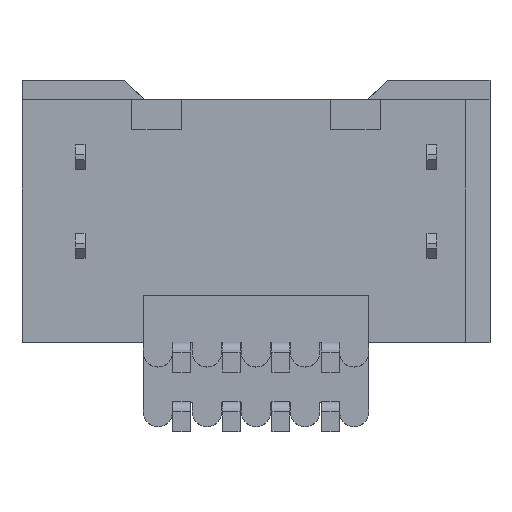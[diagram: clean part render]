
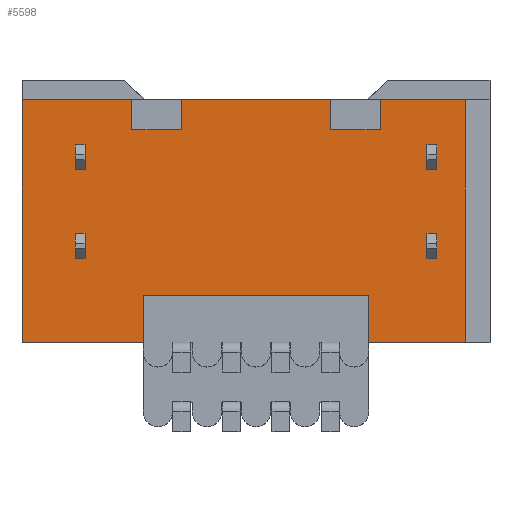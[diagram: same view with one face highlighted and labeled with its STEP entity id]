
A CAD part, top view. The second image highlights one B-rep face of the part: STEP entity #5598.
In plain terms, the highlighted planar face has unit normal (0, 0, 1).
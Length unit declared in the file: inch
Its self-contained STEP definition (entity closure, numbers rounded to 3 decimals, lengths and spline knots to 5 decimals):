
#138=ORIENTED_EDGE('',*,*,#1792,.F.);
#139=ORIENTED_EDGE('',*,*,#1793,.T.);
#140=ORIENTED_EDGE('',*,*,#1794,.F.);
#141=ORIENTED_EDGE('',*,*,#1795,.F.);
#142=ORIENTED_EDGE('',*,*,#1796,.F.);
#143=ORIENTED_EDGE('',*,*,#1797,.T.);
#144=ORIENTED_EDGE('',*,*,#1798,.F.);
#145=ORIENTED_EDGE('',*,*,#1799,.F.);
#146=ORIENTED_EDGE('',*,*,#1800,.F.);
#147=ORIENTED_EDGE('',*,*,#1801,.T.);
#148=ORIENTED_EDGE('',*,*,#1802,.F.);
#149=ORIENTED_EDGE('',*,*,#1803,.F.);
#150=ORIENTED_EDGE('',*,*,#1804,.F.);
#151=ORIENTED_EDGE('',*,*,#1805,.T.);
#152=ORIENTED_EDGE('',*,*,#1806,.F.);
#153=ORIENTED_EDGE('',*,*,#1807,.F.);
#154=ORIENTED_EDGE('',*,*,#1808,.F.);
#155=ORIENTED_EDGE('',*,*,#1809,.T.);
#156=ORIENTED_EDGE('',*,*,#1810,.F.);
#157=ORIENTED_EDGE('',*,*,#1811,.F.);
#158=ORIENTED_EDGE('',*,*,#1812,.F.);
#159=ORIENTED_EDGE('',*,*,#1813,.T.);
#160=ORIENTED_EDGE('',*,*,#1814,.T.);
#161=ORIENTED_EDGE('',*,*,#1815,.T.);
#162=ORIENTED_EDGE('',*,*,#1816,.F.);
#163=ORIENTED_EDGE('',*,*,#1817,.F.);
#164=ORIENTED_EDGE('',*,*,#1818,.T.);
#165=ORIENTED_EDGE('',*,*,#1819,.T.);
#166=ORIENTED_EDGE('',*,*,#1820,.F.);
#167=ORIENTED_EDGE('',*,*,#1821,.T.);
#168=ORIENTED_EDGE('',*,*,#1822,.F.);
#169=ORIENTED_EDGE('',*,*,#1823,.F.);
#1792=EDGE_CURVE('',#2619,#2620,#3170,.T.);
#1793=EDGE_CURVE('',#2619,#2621,#3171,.T.);
#1794=EDGE_CURVE('',#2622,#2621,#3172,.T.);
#1795=EDGE_CURVE('',#2620,#2622,#3173,.T.);
#1796=EDGE_CURVE('',#2623,#2624,#3174,.T.);
#1797=EDGE_CURVE('',#2623,#2625,#3175,.T.);
#1798=EDGE_CURVE('',#2626,#2625,#3176,.T.);
#1799=EDGE_CURVE('',#2624,#2626,#3177,.T.);
#1800=EDGE_CURVE('',#2627,#2628,#3178,.T.);
#1801=EDGE_CURVE('',#2627,#2629,#3179,.T.);
#1802=EDGE_CURVE('',#2630,#2629,#3180,.T.);
#1803=EDGE_CURVE('',#2628,#2630,#3181,.T.);
#1804=EDGE_CURVE('',#2631,#2632,#3182,.T.);
#1805=EDGE_CURVE('',#2631,#2633,#3183,.T.);
#1806=EDGE_CURVE('',#2634,#2633,#3184,.T.);
#1807=EDGE_CURVE('',#2632,#2634,#3185,.T.);
#1808=EDGE_CURVE('',#2635,#2636,#3186,.T.);
#1809=EDGE_CURVE('',#2635,#2637,#3187,.T.);
#1810=EDGE_CURVE('',#2638,#2637,#3188,.T.);
#1811=EDGE_CURVE('',#2639,#2638,#3189,.T.);
#1812=EDGE_CURVE('',#2640,#2639,#3190,.T.);
#1813=EDGE_CURVE('',#2640,#2641,#3191,.T.);
#1814=EDGE_CURVE('',#2641,#2642,#3192,.T.);
#1815=EDGE_CURVE('',#2642,#2643,#3193,.T.);
#1816=EDGE_CURVE('',#2644,#2643,#3194,.T.);
#1817=EDGE_CURVE('',#2645,#2644,#3195,.T.);
#1818=EDGE_CURVE('',#2645,#2646,#3196,.T.);
#1819=EDGE_CURVE('',#2646,#2647,#3197,.T.);
#1820=EDGE_CURVE('',#2648,#2647,#3198,.T.);
#1821=EDGE_CURVE('',#2648,#2649,#3199,.T.);
#1822=EDGE_CURVE('',#2650,#2649,#3200,.T.);
#1823=EDGE_CURVE('',#2636,#2650,#3201,.T.);
#2619=VERTEX_POINT('',#7814);
#2620=VERTEX_POINT('',#7815);
#2621=VERTEX_POINT('',#7817);
#2622=VERTEX_POINT('',#7819);
#2623=VERTEX_POINT('',#7822);
#2624=VERTEX_POINT('',#7823);
#2625=VERTEX_POINT('',#7825);
#2626=VERTEX_POINT('',#7827);
#2627=VERTEX_POINT('',#7830);
#2628=VERTEX_POINT('',#7831);
#2629=VERTEX_POINT('',#7833);
#2630=VERTEX_POINT('',#7835);
#2631=VERTEX_POINT('',#7838);
#2632=VERTEX_POINT('',#7839);
#2633=VERTEX_POINT('',#7841);
#2634=VERTEX_POINT('',#7843);
#2635=VERTEX_POINT('',#7846);
#2636=VERTEX_POINT('',#7847);
#2637=VERTEX_POINT('',#7849);
#2638=VERTEX_POINT('',#7851);
#2639=VERTEX_POINT('',#7853);
#2640=VERTEX_POINT('',#7855);
#2641=VERTEX_POINT('',#7857);
#2642=VERTEX_POINT('',#7859);
#2643=VERTEX_POINT('',#7861);
#2644=VERTEX_POINT('',#7863);
#2645=VERTEX_POINT('',#7865);
#2646=VERTEX_POINT('',#7867);
#2647=VERTEX_POINT('',#7869);
#2648=VERTEX_POINT('',#7871);
#2649=VERTEX_POINT('',#7873);
#2650=VERTEX_POINT('',#7875);
#3170=LINE('',#7813,#3929);
#3171=LINE('',#7816,#3930);
#3172=LINE('',#7818,#3931);
#3173=LINE('',#7820,#3932);
#3174=LINE('',#7821,#3933);
#3175=LINE('',#7824,#3934);
#3176=LINE('',#7826,#3935);
#3177=LINE('',#7828,#3936);
#3178=LINE('',#7829,#3937);
#3179=LINE('',#7832,#3938);
#3180=LINE('',#7834,#3939);
#3181=LINE('',#7836,#3940);
#3182=LINE('',#7837,#3941);
#3183=LINE('',#7840,#3942);
#3184=LINE('',#7842,#3943);
#3185=LINE('',#7844,#3944);
#3186=LINE('',#7845,#3945);
#3187=LINE('',#7848,#3946);
#3188=LINE('',#7850,#3947);
#3189=LINE('',#7852,#3948);
#3190=LINE('',#7854,#3949);
#3191=LINE('',#7856,#3950);
#3192=LINE('',#7858,#3951);
#3193=LINE('',#7860,#3952);
#3194=LINE('',#7862,#3953);
#3195=LINE('',#7864,#3954);
#3196=LINE('',#7866,#3955);
#3197=LINE('',#7868,#3956);
#3198=LINE('',#7870,#3957);
#3199=LINE('',#7872,#3958);
#3200=LINE('',#7874,#3959);
#3201=LINE('',#7876,#3960);
#3929=VECTOR('',#6312,39.37008);
#3930=VECTOR('',#6313,39.37008);
#3931=VECTOR('',#6314,39.37008);
#3932=VECTOR('',#6315,39.37008);
#3933=VECTOR('',#6316,39.37008);
#3934=VECTOR('',#6317,39.37008);
#3935=VECTOR('',#6318,39.37008);
#3936=VECTOR('',#6319,39.37008);
#3937=VECTOR('',#6320,39.37008);
#3938=VECTOR('',#6321,39.37008);
#3939=VECTOR('',#6322,39.37008);
#3940=VECTOR('',#6323,39.37008);
#3941=VECTOR('',#6324,39.37008);
#3942=VECTOR('',#6325,39.37008);
#3943=VECTOR('',#6326,39.37008);
#3944=VECTOR('',#6327,39.37008);
#3945=VECTOR('',#6328,39.37008);
#3946=VECTOR('',#6329,39.37008);
#3947=VECTOR('',#6330,39.37008);
#3948=VECTOR('',#6331,39.37008);
#3949=VECTOR('',#6332,39.37008);
#3950=VECTOR('',#6333,39.37008);
#3951=VECTOR('',#6334,39.37008);
#3952=VECTOR('',#6335,39.37008);
#3953=VECTOR('',#6336,39.37008);
#3954=VECTOR('',#6337,39.37008);
#3955=VECTOR('',#6338,39.37008);
#3956=VECTOR('',#6339,39.37008);
#3957=VECTOR('',#6340,39.37008);
#3958=VECTOR('',#6341,39.37008);
#3959=VECTOR('',#6342,39.37008);
#3960=VECTOR('',#6343,39.37008);
#4688=EDGE_LOOP('',(#138,#139,#140,#141));
#4689=EDGE_LOOP('',(#142,#143,#144,#145));
#4690=EDGE_LOOP('',(#146,#147,#148,#149));
#4691=EDGE_LOOP('',(#150,#151,#152,#153));
#4692=EDGE_LOOP('',(#154,#155,#156,#157,#158,#159,#160,#161,#162,#163,#164,
#165,#166,#167,#168,#169));
#5010=FACE_BOUND('',#4688,.T.);
#5011=FACE_BOUND('',#4689,.T.);
#5012=FACE_BOUND('',#4690,.T.);
#5013=FACE_BOUND('',#4691,.T.);
#5014=FACE_BOUND('',#4692,.T.);
#5332=PLANE('',#5937);
#5598=ADVANCED_FACE('',(#5010,#5011,#5012,#5013,#5014),#5332,.F.);
#5937=AXIS2_PLACEMENT_3D('',#7812,#6310,#6311);
#6310=DIRECTION('',(0.,0.,-1.));
#6311=DIRECTION('',(-1.,0.,0.));
#6312=DIRECTION('',(-1.,0.,0.));
#6313=DIRECTION('',(0.,-1.,0.));
#6314=DIRECTION('',(1.,0.,0.));
#6315=DIRECTION('',(0.,-1.,0.));
#6316=DIRECTION('',(-1.,0.,0.));
#6317=DIRECTION('',(0.,-1.,0.));
#6318=DIRECTION('',(1.,0.,0.));
#6319=DIRECTION('',(0.,-1.,0.));
#6320=DIRECTION('',(-1.,0.,0.));
#6321=DIRECTION('',(0.,-1.,0.));
#6322=DIRECTION('',(1.,0.,0.));
#6323=DIRECTION('',(0.,-1.,0.));
#6324=DIRECTION('',(-1.,0.,0.));
#6325=DIRECTION('',(0.,-1.,0.));
#6326=DIRECTION('',(1.,0.,0.));
#6327=DIRECTION('',(0.,-1.,0.));
#6328=DIRECTION('',(0.,-1.,0.));
#6329=DIRECTION('',(-1.,0.,0.));
#6330=DIRECTION('',(0.,1.,0.));
#6331=DIRECTION('',(1.,0.,0.));
#6332=DIRECTION('',(0.,-1.,0.));
#6333=DIRECTION('',(-1.,0.,0.));
#6334=DIRECTION('',(0.,-1.,0.));
#6335=DIRECTION('',(1.,0.,0.));
#6336=DIRECTION('',(0.,-1.,0.));
#6337=DIRECTION('',(-1.,0.,0.));
#6338=DIRECTION('',(0.,-1.,0.));
#6339=DIRECTION('',(1.,0.,0.));
#6340=DIRECTION('',(0.,-1.,0.));
#6341=DIRECTION('',(-1.,0.,0.));
#6342=DIRECTION('',(0.,1.,0.));
#6343=DIRECTION('',(1.,0.,0.));
#7812=CARTESIAN_POINT('',(-0.2355,0.264,0.1125));
#7813=CARTESIAN_POINT('',(-0.2355,0.1985,0.1125));
#7814=CARTESIAN_POINT('',(0.182,0.1985,0.1125));
#7815=CARTESIAN_POINT('',(0.172,0.1985,0.1125));
#7816=CARTESIAN_POINT('',(0.182,0.264,0.1125));
#7817=CARTESIAN_POINT('',(0.182,0.1735,0.1125));
#7818=CARTESIAN_POINT('',(-0.2355,0.1735,0.1125));
#7819=CARTESIAN_POINT('',(0.172,0.1735,0.1125));
#7820=CARTESIAN_POINT('',(0.172,0.264,0.1125));
#7821=CARTESIAN_POINT('',(-0.2355,0.1095,0.1125));
#7822=CARTESIAN_POINT('',(0.182,0.1095,0.1125));
#7823=CARTESIAN_POINT('',(0.172,0.1095,0.1125));
#7824=CARTESIAN_POINT('',(0.182,0.264,0.1125));
#7825=CARTESIAN_POINT('',(0.182,0.0845,0.1125));
#7826=CARTESIAN_POINT('',(-0.2355,0.0845,0.1125));
#7827=CARTESIAN_POINT('',(0.172,0.0845,0.1125));
#7828=CARTESIAN_POINT('',(0.172,0.264,0.1125));
#7829=CARTESIAN_POINT('',(-0.2355,0.1985,0.1125));
#7830=CARTESIAN_POINT('',(-0.172,0.1985,0.1125));
#7831=CARTESIAN_POINT('',(-0.182,0.1985,0.1125));
#7832=CARTESIAN_POINT('',(-0.172,0.264,0.1125));
#7833=CARTESIAN_POINT('',(-0.172,0.1735,0.1125));
#7834=CARTESIAN_POINT('',(-0.2355,0.1735,0.1125));
#7835=CARTESIAN_POINT('',(-0.182,0.1735,0.1125));
#7836=CARTESIAN_POINT('',(-0.182,0.264,0.1125));
#7837=CARTESIAN_POINT('',(-0.2355,0.1095,0.1125));
#7838=CARTESIAN_POINT('',(-0.172,0.1095,0.1125));
#7839=CARTESIAN_POINT('',(-0.182,0.1095,0.1125));
#7840=CARTESIAN_POINT('',(-0.172,0.264,0.1125));
#7841=CARTESIAN_POINT('',(-0.172,0.0845,0.1125));
#7842=CARTESIAN_POINT('',(-0.2355,0.0845,0.1125));
#7843=CARTESIAN_POINT('',(-0.182,0.0845,0.1125));
#7844=CARTESIAN_POINT('',(-0.182,0.264,0.1125));
#7845=CARTESIAN_POINT('',(0.075,0.264,0.1125));
#7846=CARTESIAN_POINT('',(0.075,0.244,0.1125));
#7847=CARTESIAN_POINT('',(0.075,0.214,0.1125));
#7848=CARTESIAN_POINT('',(0.3,0.244,0.1125));
#7849=CARTESIAN_POINT('',(-0.075,0.244,0.1125));
#7850=CARTESIAN_POINT('',(-0.075,0.264,0.1125));
#7851=CARTESIAN_POINT('',(-0.075,0.214,0.1125));
#7852=CARTESIAN_POINT('',(-0.2355,0.214,0.1125));
#7853=CARTESIAN_POINT('',(-0.125,0.214,0.1125));
#7854=CARTESIAN_POINT('',(-0.125,0.264,0.1125));
#7855=CARTESIAN_POINT('',(-0.125,0.244,0.1125));
#7856=CARTESIAN_POINT('',(0.3,0.244,0.1125));
#7857=CARTESIAN_POINT('',(-0.2355,0.244,0.1125));
#7858=CARTESIAN_POINT('',(-0.2355,0.264,0.1125));
#7859=CARTESIAN_POINT('',(-0.2355,0.,0.1125));
#7860=CARTESIAN_POINT('',(-0.2355,0.,0.1125));
#7861=CARTESIAN_POINT('',(-0.1135,0.,0.1125));
#7862=CARTESIAN_POINT('',(-0.1135,0.047,0.1125));
#7863=CARTESIAN_POINT('',(-0.1135,0.047,0.1125));
#7864=CARTESIAN_POINT('',(0.1135,0.047,0.1125));
#7865=CARTESIAN_POINT('',(0.1135,0.047,0.1125));
#7866=CARTESIAN_POINT('',(0.1135,0.047,0.1125));
#7867=CARTESIAN_POINT('',(0.1135,0.,0.1125));
#7868=CARTESIAN_POINT('',(-0.2355,0.,0.1125));
#7869=CARTESIAN_POINT('',(0.2105,0.,0.1125));
#7870=CARTESIAN_POINT('',(0.2105,0.264,0.1125));
#7871=CARTESIAN_POINT('',(0.2105,0.244,0.1125));
#7872=CARTESIAN_POINT('',(0.3,0.244,0.1125));
#7873=CARTESIAN_POINT('',(0.125,0.244,0.1125));
#7874=CARTESIAN_POINT('',(0.125,0.264,0.1125));
#7875=CARTESIAN_POINT('',(0.125,0.214,0.1125));
#7876=CARTESIAN_POINT('',(-0.2355,0.214,0.1125));
